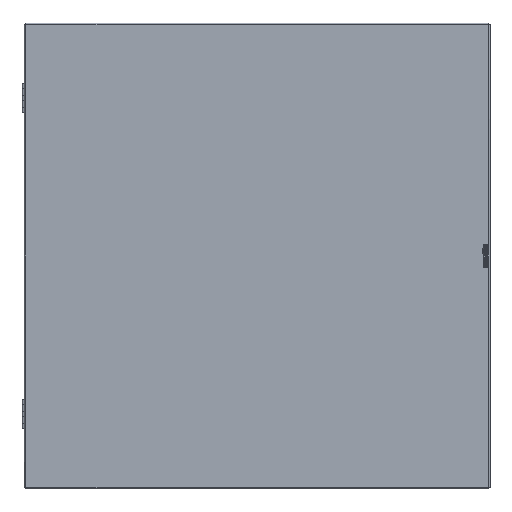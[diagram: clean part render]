
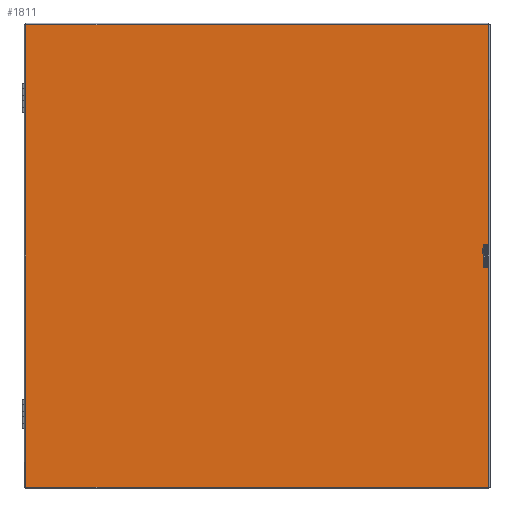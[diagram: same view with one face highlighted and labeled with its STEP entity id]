
A CAD part, front view. The second image highlights one B-rep face of the part: STEP entity #1811.
In plain terms, the highlighted planar face has unit normal (0, -1, 0).
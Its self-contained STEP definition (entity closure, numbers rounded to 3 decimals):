
#1811 = ADVANCED_FACE( '', ( #3801, #3802 ), #3803, .T. );
#3801 = FACE_OUTER_BOUND( '', #6173, .T. );
#3802 = FACE_BOUND( '', #6174, .T. );
#3803 = PLANE( '', #6175 );
#6173 = EDGE_LOOP( '', ( #10690, #10691, #10692, #10693 ) );
#6174 = EDGE_LOOP( '', ( #10694, #10695, #10696, #10697 ) );
#6175 = AXIS2_PLACEMENT_3D( '', #10698, #10699, #10700 );
#10690 = ORIENTED_EDGE( '', *, *, #11220, .T. );
#10691 = ORIENTED_EDGE( '', *, *, #11959, .F. );
#10692 = ORIENTED_EDGE( '', *, *, #12122, .T. );
#10693 = ORIENTED_EDGE( '', *, *, #12635, .T. );
#10694 = ORIENTED_EDGE( '', *, *, #12670, .T. );
#10695 = ORIENTED_EDGE( '', *, *, #12341, .T. );
#10696 = ORIENTED_EDGE( '', *, *, #12415, .T. );
#10697 = ORIENTED_EDGE( '', *, *, #12485, .T. );
#10698 = CARTESIAN_POINT( '', ( 0., 0., 0. ) );
#10699 = DIRECTION( '', ( 0., -1., 0. ) );
#10700 = DIRECTION( '', ( 0., 0., -1. ) );
#11220 = EDGE_CURVE( '', #13094, #13099, #13101, .T. );
#11959 = EDGE_CURVE( '', #14012, #13099, #14299, .T. );
#12122 = EDGE_CURVE( '', #14012, #14308, #14529, .T. );
#12341 = EDGE_CURVE( '', #14828, #14826, #14829, .T. );
#12415 = EDGE_CURVE( '', #14826, #14926, #14928, .T. );
#12485 = EDGE_CURVE( '', #14926, #15021, #15023, .T. );
#12635 = EDGE_CURVE( '', #14308, #13094, #15207, .T. );
#12670 = EDGE_CURVE( '', #15021, #14828, #15245, .T. );
#13094 = VERTEX_POINT( '', #15822 );
#13099 = VERTEX_POINT( '', #15837 );
#13101 = LINE( '', #15848, #15849 );
#14012 = VERTEX_POINT( '', #17179 );
#14299 = LINE( '', #17641, #17642 );
#14308 = VERTEX_POINT( '', #17654 );
#14529 = LINE( '', #17980, #17981 );
#14826 = VERTEX_POINT( '', #18456 );
#14828 = VERTEX_POINT( '', #18459 );
#14829 = CIRCLE( '', #18460, 3.175 );
#14926 = VERTEX_POINT( '', #18623 );
#14928 = LINE( '', #18626, #18627 );
#15021 = VERTEX_POINT( '', #18751 );
#15023 = CIRCLE( '', #18754, 3.175 );
#15207 = LINE( '', #19034, #19035 );
#15245 = LINE( '', #19090, #19091 );
#15822 = CARTESIAN_POINT( '', ( -306.375, 0., -306.375 ) );
#15837 = CARTESIAN_POINT( '', ( 306.375, 0., -306.375 ) );
#15848 = CARTESIAN_POINT( '', ( 306.375, 0., -306.375 ) );
#15849 = VECTOR( '', #19523, 1000. );
#17179 = CARTESIAN_POINT( '', ( 306.375, 0., 306.375 ) );
#17641 = CARTESIAN_POINT( '', ( 306.375, 0., 306.375 ) );
#17642 = VECTOR( '', #20397, 1000. );
#17654 = CARTESIAN_POINT( '', ( -306.375, 0., 306.375 ) );
#17980 = CARTESIAN_POINT( '', ( -308.712, 0., 306.375 ) );
#17981 = VECTOR( '', #20570, 1000. );
#18456 = CARTESIAN_POINT( '', ( 299.581, 0., -12.7 ) );
#18459 = CARTESIAN_POINT( '', ( 305.931, 0., -12.7 ) );
#18460 = AXIS2_PLACEMENT_3D( '', #20786, #20787, #20788 );
#18623 = CARTESIAN_POINT( '', ( 299.581, 0., 12.7 ) );
#18626 = CARTESIAN_POINT( '', ( 299.581, 0., -12.7 ) );
#18627 = VECTOR( '', #20853, 1000. );
#18751 = CARTESIAN_POINT( '', ( 305.931, 0., 12.7 ) );
#18754 = AXIS2_PLACEMENT_3D( '', #20921, #20922, #20923 );
#19034 = CARTESIAN_POINT( '', ( -306.375, 0., -308.712 ) );
#19035 = VECTOR( '', #21041, 1000. );
#19090 = CARTESIAN_POINT( '', ( 305.931, 0., 12.7 ) );
#19091 = VECTOR( '', #21059, 1000. );
#19523 = DIRECTION( '', ( 1., 0., 0. ) );
#20397 = DIRECTION( '', ( 0., 0., -1. ) );
#20570 = DIRECTION( '', ( -1., 0., 0. ) );
#20786 = CARTESIAN_POINT( '', ( 302.756, 0., -12.7 ) );
#20787 = DIRECTION( '', ( 0., 1., 0. ) );
#20788 = DIRECTION( '', ( 0., 0., 1. ) );
#20853 = DIRECTION( '', ( 0., 0., 1. ) );
#20921 = CARTESIAN_POINT( '', ( 302.756, 0., 12.7 ) );
#20922 = DIRECTION( '', ( 0., 1., 0. ) );
#20923 = DIRECTION( '', ( 0., 0., -1. ) );
#21041 = DIRECTION( '', ( 0., 0., -1. ) );
#21059 = DIRECTION( '', ( 0., 0., -1. ) );
